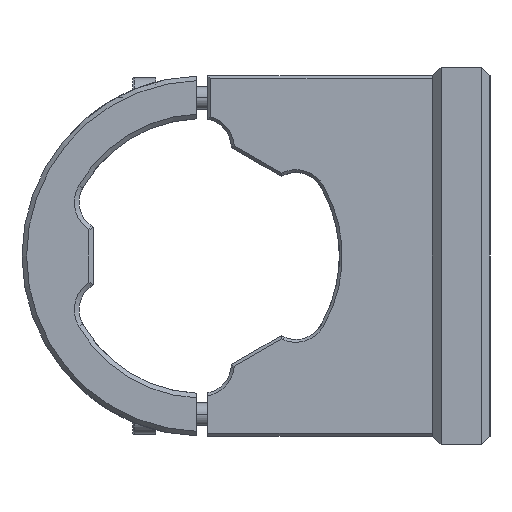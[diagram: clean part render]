
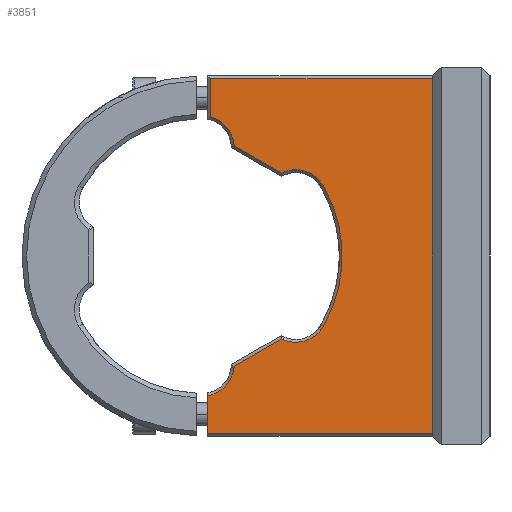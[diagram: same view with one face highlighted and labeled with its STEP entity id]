
A CAD part, left-side view. The second image highlights one B-rep face of the part: STEP entity #3851.
In plain terms, the highlighted planar face has unit normal (-1, 0, 0).
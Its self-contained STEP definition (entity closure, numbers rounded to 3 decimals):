
#38 = AXIS2_PLACEMENT_3D ( 'NONE', #347, #8205, #3809 ) ;
#123 = CARTESIAN_POINT ( 'NONE',  ( -70., -14.005, 14.258 ) ) ;
#163 = AXIS2_PLACEMENT_3D ( 'NONE', #5773, #676, #5945 ) ;
#230 = ORIENTED_EDGE ( 'NONE', *, *, #4529, .T. ) ;
#300 = VECTOR ( 'NONE', #1570, 1000. ) ;
#301 = CARTESIAN_POINT ( 'NONE',  ( -70., -5.57, 19.127 ) ) ;
#344 = CARTESIAN_POINT ( 'NONE',  ( -70., -21.04, 12.257 ) ) ;
#347 = CARTESIAN_POINT ( 'NONE',  ( -70., 0., 0. ) ) ;
#380 = LINE ( 'NONE', #6568, #5391 ) ;
#390 = LINE ( 'NONE', #8371, #422 ) ;
#400 = ORIENTED_EDGE ( 'NONE', *, *, #4976, .T. ) ;
#422 = VECTOR ( 'NONE', #7333, 1000. ) ;
#472 = VERTEX_POINT ( 'NONE', #7225 ) ;
#551 = CARTESIAN_POINT ( 'NONE',  ( -70., -16.288, -9.489 ) ) ;
#672 = ORIENTED_EDGE ( 'NONE', *, *, #8477, .F. ) ;
#676 = DIRECTION ( 'NONE',  ( 1., 0., 0. ) ) ;
#756 = EDGE_CURVE ( 'NONE', #4238, #6513, #4503, .T. ) ;
#873 = VERTEX_POINT ( 'NONE', #10847 ) ;
#896 = VECTOR ( 'NONE', #8154, 1000. ) ;
#1157 = VECTOR ( 'NONE', #9372, 1000. ) ;
#1287 = AXIS2_PLACEMENT_3D ( 'NONE', #551, #1314, #9335 ) ;
#1301 = CARTESIAN_POINT ( 'NONE',  ( -70., -13.78, 14.388 ) ) ;
#1314 = DIRECTION ( 'NONE',  ( 1., 0., 0. ) ) ;
#1345 = CARTESIAN_POINT ( 'NONE',  ( -70., -5.345, -19.258 ) ) ;
#1387 = ORIENTED_EDGE ( 'NONE', *, *, #5893, .T. ) ;
#1520 = ORIENTED_EDGE ( 'NONE', *, *, #4546, .T. ) ;
#1570 = DIRECTION ( 'NONE',  ( 0., 0., 1. ) ) ;
#1946 = FACE_OUTER_BOUND ( 'NONE', #3707, .T. ) ;
#2026 = LINE ( 'NONE', #123, #896 ) ;
#2069 = VERTEX_POINT ( 'NONE', #8135 ) ;
#2121 = EDGE_CURVE ( 'NONE', #472, #3393, #5676, .T. ) ;
#2180 = DIRECTION ( 'NONE',  ( 0., 0., -1. ) ) ;
#2386 = CARTESIAN_POINT ( 'NONE',  ( -70., -0.074, 18.85 ) ) ;
#2451 = AXIS2_PLACEMENT_3D ( 'NONE', #6525, #11024, #2180 ) ;
#2579 = CARTESIAN_POINT ( 'NONE',  ( -70., -13.963, -14.473 ) ) ;
#2639 = CIRCLE ( 'NONE', #2451, 5.5 ) ;
#2686 = CARTESIAN_POINT ( 'NONE',  ( -70., -1., -24.271 ) ) ;
#2926 = CARTESIAN_POINT ( 'NONE',  ( -70., -16.288, 9.489 ) ) ;
#2927 = CIRCLE ( 'NONE', #163, 5.5 ) ;
#2977 = CARTESIAN_POINT ( 'NONE',  ( -70., -16.288, -9.489 ) ) ;
#3111 = ORIENTED_EDGE ( 'NONE', *, *, #11147, .T. ) ;
#3299 = CIRCLE ( 'NONE', #1287, 5.5 ) ;
#3393 = VERTEX_POINT ( 'NONE', #344 ) ;
#3460 = CARTESIAN_POINT ( 'NONE',  ( -70., -1.5, 30.763 ) ) ;
#3498 = EDGE_CURVE ( 'NONE', #6513, #472, #2927, .T. ) ;
#3598 = ORIENTED_EDGE ( 'NONE', *, *, #5900, .T. ) ;
#3707 = EDGE_LOOP ( 'NONE', ( #672, #1387, #8749, #230, #400, #6063, #6151, #10898, #5812, #3922, #10416, #1520, #9902, #3111, #11310, #4159, #3598 ) ) ;
#3719 = CARTESIAN_POINT ( 'NONE',  ( -70., -5.57, -19.127 ) ) ;
#3732 = PLANE ( 'NONE',  #8663 ) ;
#3809 = DIRECTION ( 'NONE',  ( 0., 0., -1. ) ) ;
#3851 = ADVANCED_FACE ( 'NONE', ( #1946 ), #3732, .F. ) ;
#3883 = EDGE_CURVE ( 'NONE', #11430, #7660, #3299, .T. ) ;
#3922 = ORIENTED_EDGE ( 'NONE', *, *, #3498, .T. ) ;
#4133 = CARTESIAN_POINT ( 'NONE',  ( -70., -13.963, 14.473 ) ) ;
#4159 = ORIENTED_EDGE ( 'NONE', *, *, #6314, .T. ) ;
#4238 = VERTEX_POINT ( 'NONE', #1301 ) ;
#4430 = VERTEX_POINT ( 'NONE', #3460 ) ;
#4503 = LINE ( 'NONE', #7160, #8993 ) ;
#4529 = EDGE_CURVE ( 'NONE', #873, #4430, #10107, .T. ) ;
#4546 = EDGE_CURVE ( 'NONE', #3393, #11430, #5211, .T. ) ;
#4718 = LINE ( 'NONE', #8411, #7432 ) ;
#4781 = DIRECTION ( 'NONE',  ( 0., 0.087, -0.996 ) ) ;
#4976 = EDGE_CURVE ( 'NONE', #4430, #2069, #8986, .T. ) ;
#5054 = DIRECTION ( 'NONE',  ( 1., 0., 0. ) ) ;
#5111 = LINE ( 'NONE', #6953, #11207 ) ;
#5211 = CIRCLE ( 'NONE', #38, 24.35 ) ;
#5391 = VECTOR ( 'NONE', #4781, 1000. ) ;
#5541 = VERTEX_POINT ( 'NONE', #9954 ) ;
#5588 = DIRECTION ( 'NONE',  ( 0., 0., -1. ) ) ;
#5596 = EDGE_CURVE ( 'NONE', #10242, #10952, #10989, .T. ) ;
#5676 = CIRCLE ( 'NONE', #8260, 5.5 ) ;
#5696 = DIRECTION ( 'NONE',  ( 0., 0.906, 0.423 ) ) ;
#5709 = DIRECTION ( 'NONE',  ( 1., 0., 0. ) ) ;
#5773 = CARTESIAN_POINT ( 'NONE',  ( -70., -16.288, 9.489 ) ) ;
#5812 = ORIENTED_EDGE ( 'NONE', *, *, #756, .T. ) ;
#5893 = EDGE_CURVE ( 'NONE', #9663, #5541, #390, .T. ) ;
#5900 = EDGE_CURVE ( 'NONE', #6703, #7688, #2639, .T. ) ;
#5945 = DIRECTION ( 'NONE',  ( 0., 0., -1. ) ) ;
#6063 = ORIENTED_EDGE ( 'NONE', *, *, #11118, .T. ) ;
#6151 = ORIENTED_EDGE ( 'NONE', *, *, #11236, .T. ) ;
#6289 = DIRECTION ( 'NONE',  ( 1., 0., 0. ) ) ;
#6314 = EDGE_CURVE ( 'NONE', #10952, #6703, #380, .T. ) ;
#6347 = DIRECTION ( 'NONE',  ( 0., 0., -1. ) ) ;
#6358 = EDGE_CURVE ( 'NONE', #873, #5541, #4718, .T. ) ;
#6513 = VERTEX_POINT ( 'NONE', #4133 ) ;
#6525 = CARTESIAN_POINT ( 'NONE',  ( -70., -0.074, -18.85 ) ) ;
#6568 = CARTESIAN_POINT ( 'NONE',  ( -70., -5.553, -19.329 ) ) ;
#6703 = VERTEX_POINT ( 'NONE', #7365 ) ;
#6832 = LINE ( 'NONE', #10353, #7328 ) ;
#6943 = LINE ( 'NONE', #9481, #300 ) ;
#6953 = CARTESIAN_POINT ( 'NONE',  ( -70., -5.593, 18.868 ) ) ;
#7151 = DIRECTION ( 'NONE',  ( 0., 0., -1. ) ) ;
#7160 = CARTESIAN_POINT ( 'NONE',  ( -70., -13.963, 14.473 ) ) ;
#7194 = VERTEX_POINT ( 'NONE', #301 ) ;
#7225 = CARTESIAN_POINT ( 'NONE',  ( -70., -16.288, 14.989 ) ) ;
#7328 = VECTOR ( 'NONE', #5696, 1000. ) ;
#7333 = DIRECTION ( 'NONE',  ( 0., -1., 0. ) ) ;
#7365 = CARTESIAN_POINT ( 'NONE',  ( -70., -5.553, -19.329 ) ) ;
#7432 = VECTOR ( 'NONE', #10897, 1000. ) ;
#7660 = VERTEX_POINT ( 'NONE', #2579 ) ;
#7684 = AXIS2_PLACEMENT_3D ( 'NONE', #2386, #5054, #9215 ) ;
#7688 = VERTEX_POINT ( 'NONE', #2686 ) ;
#8135 = CARTESIAN_POINT ( 'NONE',  ( -70., -1.5, 24.162 ) ) ;
#8154 = DIRECTION ( 'NONE',  ( 0., -0.866, -0.5 ) ) ;
#8205 = DIRECTION ( 'NONE',  ( 1., 0., 0. ) ) ;
#8260 = AXIS2_PLACEMENT_3D ( 'NONE', #2926, #5709, #6347 ) ;
#8323 = DIRECTION ( 'NONE',  ( 0., 1., 0. ) ) ;
#8371 = CARTESIAN_POINT ( 'NONE',  ( -70., -40., -30.763 ) ) ;
#8411 = CARTESIAN_POINT ( 'NONE',  ( -70., -40., 31.263 ) ) ;
#8477 = EDGE_CURVE ( 'NONE', #9663, #7688, #6943, .T. ) ;
#8521 = VECTOR ( 'NONE', #8323, 1000. ) ;
#8663 = AXIS2_PLACEMENT_3D ( 'NONE', #2977, #6289, #5588 ) ;
#8682 = CARTESIAN_POINT ( 'NONE',  ( -70., -1., -30.763 ) ) ;
#8749 = ORIENTED_EDGE ( 'NONE', *, *, #6358, .F. ) ;
#8889 = CARTESIAN_POINT ( 'NONE',  ( -70., -13.78, -14.388 ) ) ;
#8986 = LINE ( 'NONE', #9850, #10923 ) ;
#8993 = VECTOR ( 'NONE', #10562, 1000. ) ;
#9215 = DIRECTION ( 'NONE',  ( 0., 0., -1. ) ) ;
#9335 = DIRECTION ( 'NONE',  ( 0., 0., -1. ) ) ;
#9372 = DIRECTION ( 'NONE',  ( 0., 0.866, -0.5 ) ) ;
#9481 = CARTESIAN_POINT ( 'NONE',  ( -70., -1., -23.763 ) ) ;
#9663 = VERTEX_POINT ( 'NONE', #8682 ) ;
#9708 = CIRCLE ( 'NONE', #7684, 5.5 ) ;
#9850 = CARTESIAN_POINT ( 'NONE',  ( -70., -1.5, 23.763 ) ) ;
#9865 = EDGE_CURVE ( 'NONE', #7194, #4238, #2026, .T. ) ;
#9902 = ORIENTED_EDGE ( 'NONE', *, *, #3883, .T. ) ;
#9954 = CARTESIAN_POINT ( 'NONE',  ( -70., -40., -30.763 ) ) ;
#10107 = LINE ( 'NONE', #10797, #8521 ) ;
#10242 = VERTEX_POINT ( 'NONE', #8889 ) ;
#10353 = CARTESIAN_POINT ( 'NONE',  ( -70., -13.544, -14.278 ) ) ;
#10416 = ORIENTED_EDGE ( 'NONE', *, *, #2121, .T. ) ;
#10562 = DIRECTION ( 'NONE',  ( 0., -0.906, 0.423 ) ) ;
#10797 = CARTESIAN_POINT ( 'NONE',  ( -70., -1., 30.763 ) ) ;
#10847 = CARTESIAN_POINT ( 'NONE',  ( -70., -40., 30.763 ) ) ;
#10897 = DIRECTION ( 'NONE',  ( 0., 0., -1. ) ) ;
#10898 = ORIENTED_EDGE ( 'NONE', *, *, #9865, .T. ) ;
#10923 = VECTOR ( 'NONE', #7151, 1000. ) ;
#10952 = VERTEX_POINT ( 'NONE', #3719 ) ;
#10989 = LINE ( 'NONE', #1345, #1157 ) ;
#11024 = DIRECTION ( 'NONE',  ( 1., 0., 0. ) ) ;
#11108 = CARTESIAN_POINT ( 'NONE',  ( -70., -21.04, -12.257 ) ) ;
#11118 = EDGE_CURVE ( 'NONE', #2069, #11280, #9708, .T. ) ;
#11147 = EDGE_CURVE ( 'NONE', #7660, #10242, #6832, .T. ) ;
#11207 = VECTOR ( 'NONE', #11356, 1000. ) ;
#11236 = EDGE_CURVE ( 'NONE', #11280, #7194, #5111, .T. ) ;
#11280 = VERTEX_POINT ( 'NONE', #11422 ) ;
#11310 = ORIENTED_EDGE ( 'NONE', *, *, #5596, .T. ) ;
#11356 = DIRECTION ( 'NONE',  ( 0., -0.087, -0.996 ) ) ;
#11422 = CARTESIAN_POINT ( 'NONE',  ( -70., -5.553, 19.329 ) ) ;
#11430 = VERTEX_POINT ( 'NONE', #11108 ) ;
